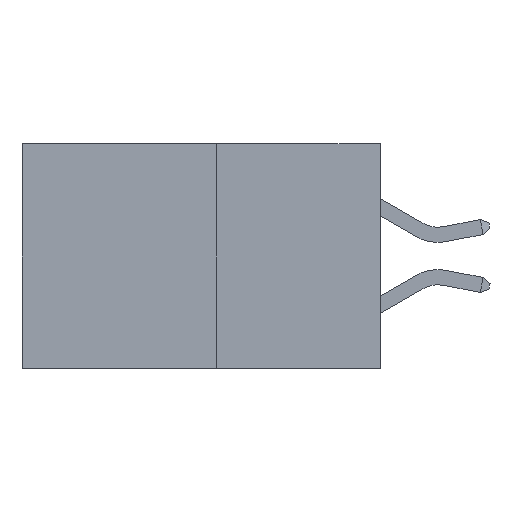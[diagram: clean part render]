
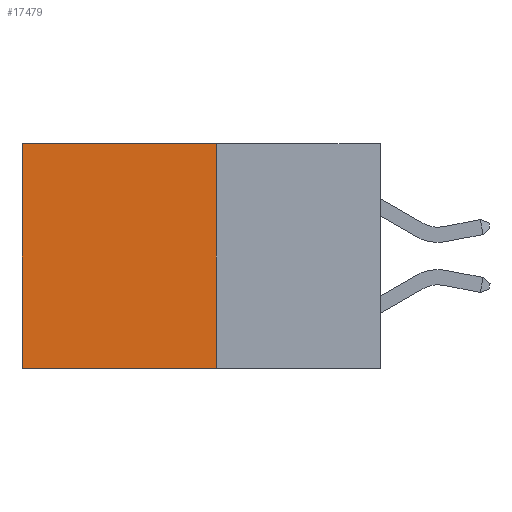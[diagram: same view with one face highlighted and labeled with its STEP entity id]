
A CAD part, left-side view. The second image highlights one B-rep face of the part: STEP entity #17479.
In plain terms, the highlighted planar face has unit normal (-1, 0, 0).
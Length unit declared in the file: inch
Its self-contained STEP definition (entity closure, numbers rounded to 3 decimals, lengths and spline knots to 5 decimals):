
#285 = LINE ( 'NONE', #14142, #18452 ) ;
#719 = DIRECTION ( 'NONE',  ( 0., 0., -1. ) ) ;
#1186 = VERTEX_POINT ( 'NONE', #2069 ) ;
#1405 = ORIENTED_EDGE ( 'NONE', *, *, #12602, .T. ) ;
#1904 = VECTOR ( 'NONE', #17597, 39.37008 ) ;
#2069 = CARTESIAN_POINT ( 'NONE',  ( 0.277, 0.27, -0.37 ) ) ;
#2473 = DIRECTION ( 'NONE',  ( 0., 0., -1. ) ) ;
#2683 = CARTESIAN_POINT ( 'NONE',  ( 0.277, 0.59, -0.37 ) ) ;
#2689 = DIRECTION ( 'NONE',  ( 0., 1., 0. ) ) ;
#3488 = VERTEX_POINT ( 'NONE', #6384 ) ;
#5078 = DIRECTION ( 'NONE',  ( 0., 0., -1. ) ) ;
#5279 = LINE ( 'NONE', #15362, #16258 ) ;
#5661 = VERTEX_POINT ( 'NONE', #2683 ) ;
#6001 = EDGE_CURVE ( 'NONE', #3488, #1186, #5279, .T. ) ;
#6193 = VECTOR ( 'NONE', #5078, 39.37008 ) ;
#6384 = CARTESIAN_POINT ( 'NONE',  ( 0.277, 0.27, 0. ) ) ;
#9071 = LINE ( 'NONE', #14695, #1904 ) ;
#9303 = DIRECTION ( 'NONE',  ( 1., 0., 0. ) ) ;
#9971 = LINE ( 'NONE', #15022, #6193 ) ;
#10010 = VERTEX_POINT ( 'NONE', #17446 ) ;
#10087 = ORIENTED_EDGE ( 'NONE', *, *, #6001, .F. ) ;
#12602 = EDGE_CURVE ( 'NONE', #10010, #5661, #9971, .T. ) ;
#13132 = EDGE_CURVE ( 'NONE', #3488, #10010, #9071, .T. ) ;
#13543 = AXIS2_PLACEMENT_3D ( 'NONE', #17909, #9303, #719 ) ;
#13554 = EDGE_LOOP ( 'NONE', ( #1405, #14487, #10087, #16506 ) ) ;
#14142 = CARTESIAN_POINT ( 'NONE',  ( 0.277, 0.27, -0.37 ) ) ;
#14487 = ORIENTED_EDGE ( 'NONE', *, *, #17057, .F. ) ;
#14695 = CARTESIAN_POINT ( 'NONE',  ( 0.277, 0.27, 0. ) ) ;
#14996 = PLANE ( 'NONE',  #13543 ) ;
#15022 = CARTESIAN_POINT ( 'NONE',  ( 0.277, 0.59, -0.37 ) ) ;
#15362 = CARTESIAN_POINT ( 'NONE',  ( 0.277, 0.27, -0.37 ) ) ;
#15516 = FACE_OUTER_BOUND ( 'NONE', #13554, .T. ) ;
#16258 = VECTOR ( 'NONE', #2473, 39.37008 ) ;
#16506 = ORIENTED_EDGE ( 'NONE', *, *, #13132, .T. ) ;
#17057 = EDGE_CURVE ( 'NONE', #1186, #5661, #285, .T. ) ;
#17446 = CARTESIAN_POINT ( 'NONE',  ( 0.277, 0.59, 0. ) ) ;
#17479 = ADVANCED_FACE ( 'NONE', ( #15516 ), #14996, .F. ) ;
#17597 = DIRECTION ( 'NONE',  ( 0., 1., 0. ) ) ;
#17909 = CARTESIAN_POINT ( 'NONE',  ( 0.277, 0.27, -0.37 ) ) ;
#18452 = VECTOR ( 'NONE', #2689, 39.37008 ) ;
